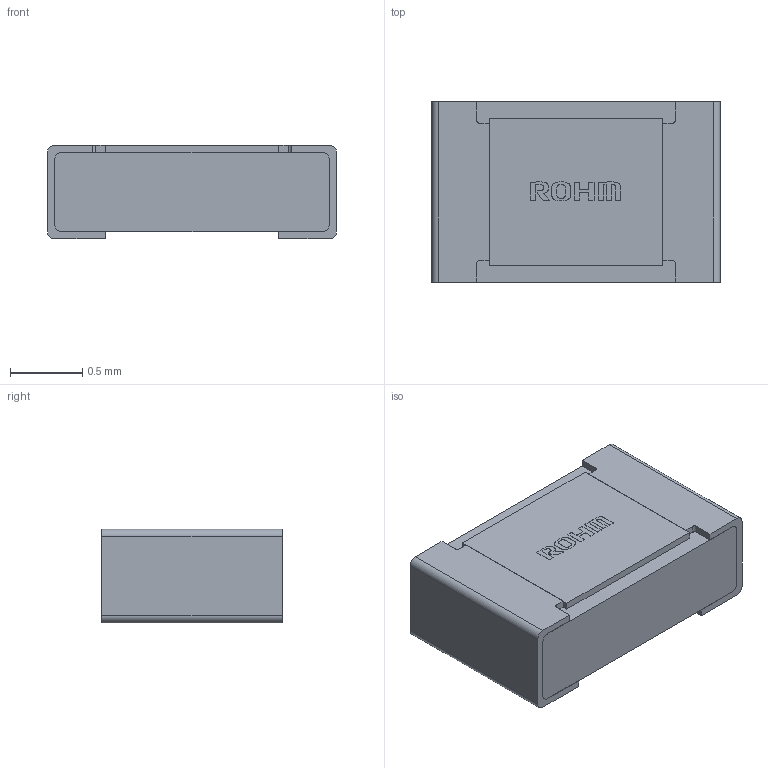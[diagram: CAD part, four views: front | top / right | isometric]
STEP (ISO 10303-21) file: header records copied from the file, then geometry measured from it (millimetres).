
FILE_DESCRIPTION(('FreeCAD Model'),'2;1');
FILE_NAME('MCR10V2.step', '2020-12-10T18:25:46',('Author'),(''), 'Open CASCADE STEP processor 7.2','FreeCAD','Unknown');
FILE_SCHEMA(('AUTOMOTIVE_DESIGN { 1 0 10303 214 1 1 1 1 }'));
Length unit declared in the file: millimetre
Products named in the file (4): 1; ROHM; 3; 4
Bounding box: 2 x 1.25 x 0.65 mm (x, y, z)
Volume: 1.5 mm3; surface area: 17.8 mm2
Topology: 8 solids, 8 shells, 134 faces, 990 edges, 2780 vertices
Faces by surface type: bspline 78, plane 40, cylinder 16
Entity records: 31765 total; most frequent: CARTESIAN_POINT 21653, B_SPLINE_CURVE_WITH_KNOTS 1050, DIRECTION 822, ORIENTED_EDGE 708, PCURVE 708, DEFINITIONAL_REPRESENTATION 708, GEOMETRIC_CURVE_SET 638, TRIMMED_CURVE 636
